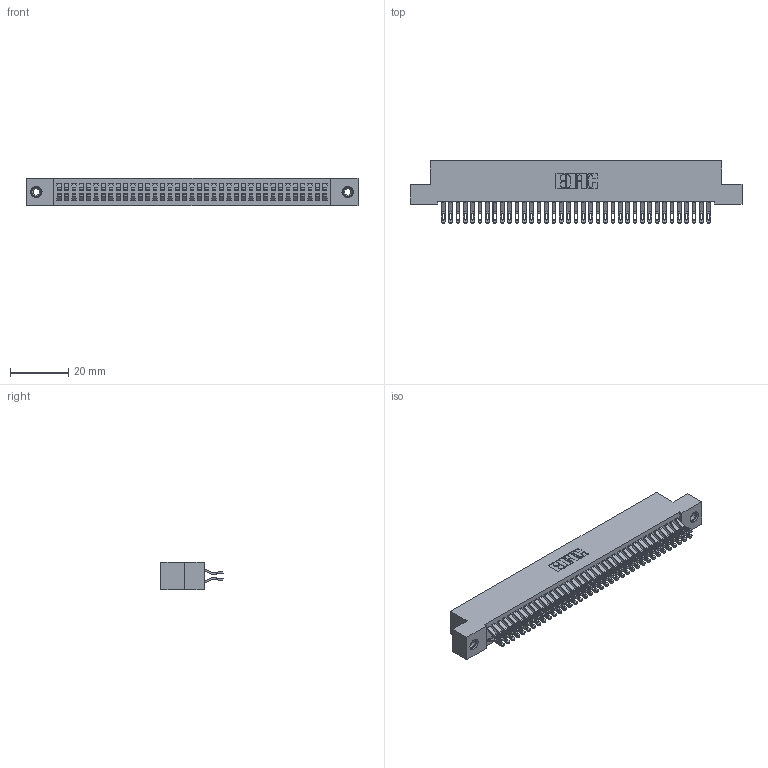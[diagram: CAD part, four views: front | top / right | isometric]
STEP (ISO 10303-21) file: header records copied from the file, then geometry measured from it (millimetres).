
FILE_DESCRIPTION (( 'STEP AP203' ), '1' );
FILE_NAME ('342-074-555-208.STEP', '2018-08-13T11:39:23', ( '' ), ( '' ), 'SwSTEP 2.0', 'SolidWorks 2016', '' );
FILE_SCHEMA (( 'CONFIG_CONTROL_DESIGN' ));
Length unit declared in the file: inch
Products named in the file (4): 342 Part_TI; 345-292-001_555 Tail; 345-250-001_345-250-003-102; 342-074-555-208
Assembly tree (77 placements, depth 2):
  342-074-555-208
    342 Part_TI
    345-292-001_555 Tail  x74
    345-250-001_345-250-003-102  x2
Bounding box: 114.3 x 21.47 x 9.4 mm (x, y, z)
Volume: 10446.1 mm3; surface area: 17606.8 mm2
Topology: 77 solids, 77 shells, 4462 faces, 13977 edges, 9310 vertices
Faces by surface type: plane 2614, cylinder 1832, cone 12, torus 4
Entity records: 25830 total; most frequent: CARTESIAN_POINT 4303, ORIENTED_EDGE 4202, DIRECTION 3687, EDGE_CURVE 2101, VECTOR 1933, LINE 1933, VERTEX_POINT 1396, AXIS2_PLACEMENT_3D 877
